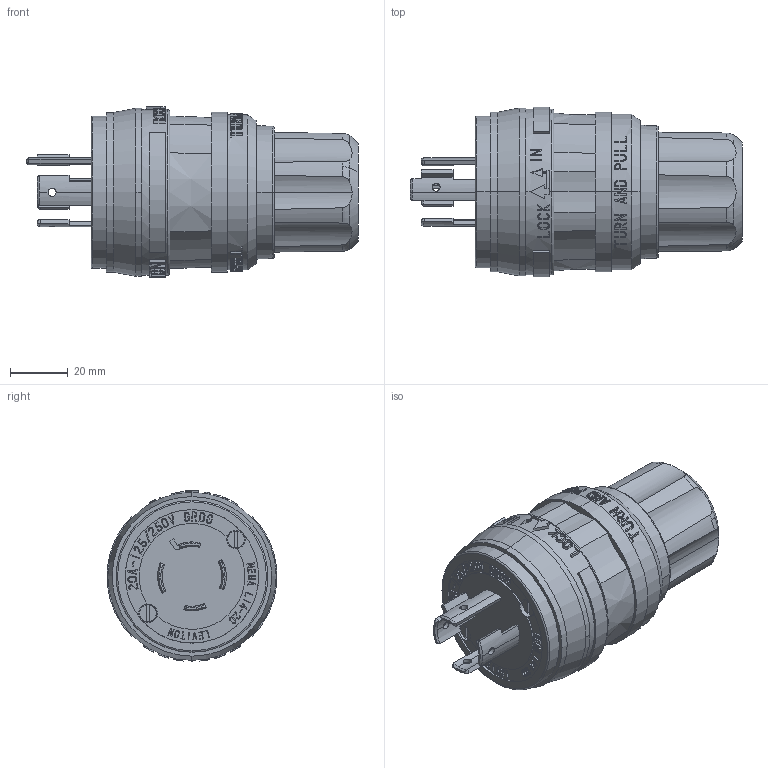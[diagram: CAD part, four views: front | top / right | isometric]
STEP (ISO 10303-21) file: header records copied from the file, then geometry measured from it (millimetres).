
FILE_DESCRIPTION (( 'STEP AP214' ), '1' );
FILE_NAME ('CATSTD-26W74-00X-M01.STEP', '2021-01-29T16:26:43', ( '' ), ( '' ), 'SwSTEP 2.0', 'SolidWorks 2020', '' );
FILE_SCHEMA (( 'AUTOMOTIVE_DESIGN' ));
Length unit declared in the file: inch
Products named in the file (1): CATSTD-26W74-00X-M01
Bounding box: 114.51 x 58.5 x 58.95 mm (x, y, z)
Volume: 180717.9 mm3; surface area: 22501.8 mm2
Topology: 1 solids, 1 shells, 968 faces, 2600 edges, 1729 vertices
Faces by surface type: plane 637, cylinder 280, cone 35, torus 16
Entity records: 57135 total; most frequent: CARTESIAN_POINT 20307, ORIENTED_EDGE 5200, DIRECTION 4860, EDGE_CURVE 2600, VERTEX_POINT 1729, AXIS2_PLACEMENT_3D 1625, LINE 1610, VECTOR 1610
